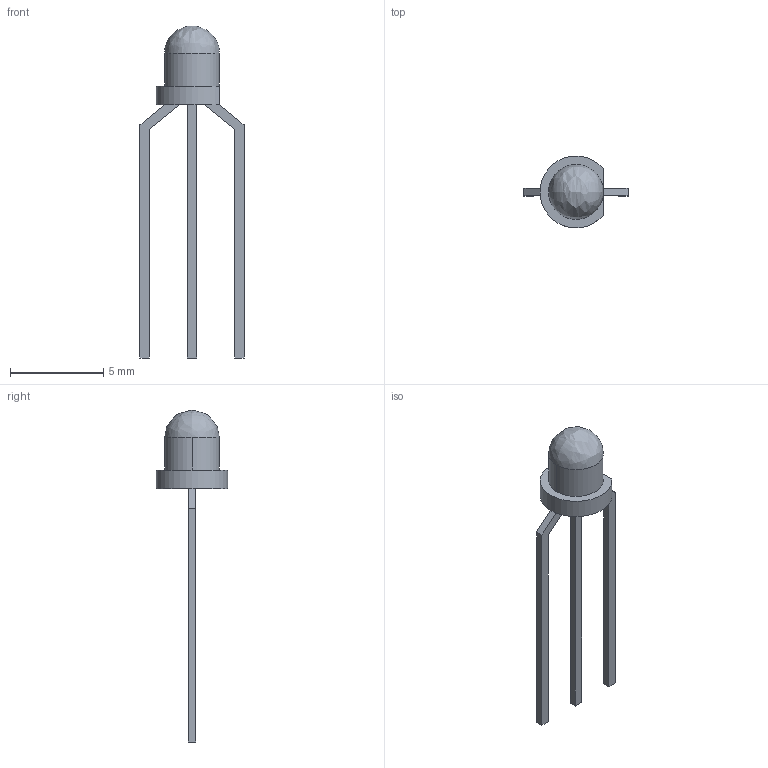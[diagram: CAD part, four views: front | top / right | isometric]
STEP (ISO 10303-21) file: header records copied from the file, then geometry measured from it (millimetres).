
FILE_DESCRIPTION (( 'STEP AP214' ), '1' );
FILE_NAME ('User Library-rg309mk-b.STEP', '2020-07-06T08:37:31', ( '' ), ( '' ), 'SwSTEP 2.0', 'SolidWorks 2020', '' );
FILE_SCHEMA (( 'AUTOMOTIVE_DESIGN' ));
Length unit declared in the file: millimetre
Products named in the file (1): User Library-rg309mk-b
Bounding box: 5.58 x 3.85 x 17.8 mm (x, y, z)
Volume: 37.8 mm3; surface area: 132.2 mm2
Topology: 1 solids, 1 shells, 26 faces, 64 edges, 40 vertices
Faces by surface type: plane 22, cylinder 3, bspline 1
Entity records: 1066 total; most frequent: CARTESIAN_POINT 143, ORIENTED_EDGE 122, DIRECTION 119, EDGE_CURVE 61, LINE 55, VECTOR 55, VERTEX_POINT 40, AXIS2_PLACEMENT_3D 32
